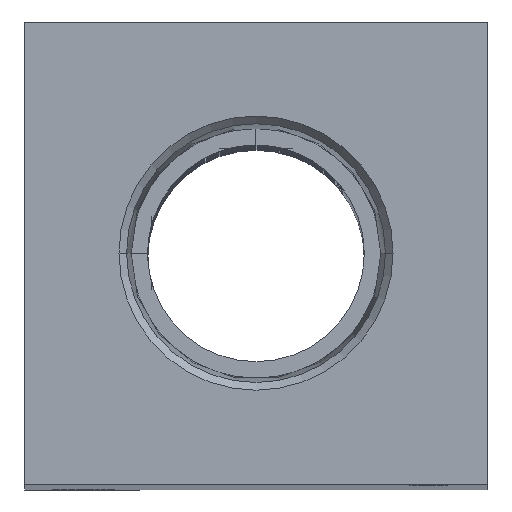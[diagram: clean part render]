
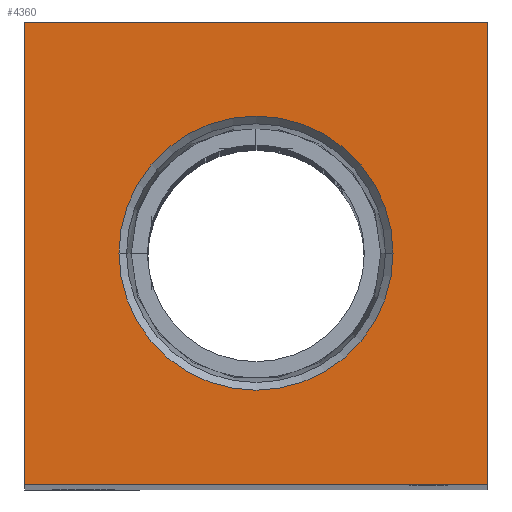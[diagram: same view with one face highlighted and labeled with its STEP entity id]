
A CAD part, top view. The second image highlights one B-rep face of the part: STEP entity #4360.
In plain terms, the highlighted planar face has unit normal (0, 0, 1).
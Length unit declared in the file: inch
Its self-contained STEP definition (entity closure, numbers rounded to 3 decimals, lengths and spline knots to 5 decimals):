
#156 = CARTESIAN_POINT ( 'NONE',  ( 0.75, 0.75, 5.375 ) ) ;
#371 = CIRCLE ( 'NONE', #4506, 0.44487 ) ;
#574 = VERTEX_POINT ( 'NONE', #1131 ) ;
#855 = VECTOR ( 'NONE', #5795, 39.37008 ) ;
#945 = VERTEX_POINT ( 'NONE', #156 ) ;
#1035 = CARTESIAN_POINT ( 'NONE',  ( 0., 0., 5.375 ) ) ;
#1047 = LINE ( 'NONE', #1447, #855 ) ;
#1131 = CARTESIAN_POINT ( 'NONE',  ( 0.75, -0.75, 5.375 ) ) ;
#1447 = CARTESIAN_POINT ( 'NONE',  ( 0.75, -0.75, 5.375 ) ) ;
#1658 = DIRECTION ( 'NONE',  ( 1., 0., 0. ) ) ;
#1710 = EDGE_CURVE ( 'NONE', #4934, #3407, #371, .T. ) ;
#1754 = FACE_BOUND ( 'NONE', #6140, .T. ) ;
#1819 = EDGE_CURVE ( 'NONE', #945, #6012, #4764, .T. ) ;
#1824 = VECTOR ( 'NONE', #4126, 39.37008 ) ;
#1879 = ORIENTED_EDGE ( 'NONE', *, *, #5931, .T. ) ;
#1999 = CARTESIAN_POINT ( 'NONE',  ( -0.75, -0.75, 5.375 ) ) ;
#2051 = EDGE_CURVE ( 'NONE', #6012, #2944, #5234, .T. ) ;
#2079 = CARTESIAN_POINT ( 'NONE',  ( 0.75, -0.75, 5.375 ) ) ;
#2644 = EDGE_CURVE ( 'NONE', #2944, #574, #1047, .T. ) ;
#2944 = VERTEX_POINT ( 'NONE', #1999 ) ;
#3264 = CARTESIAN_POINT ( 'NONE',  ( -0.44487, 0., 5.375 ) ) ;
#3265 = ORIENTED_EDGE ( 'NONE', *, *, #1819, .T. ) ;
#3380 = EDGE_LOOP ( 'NONE', ( #6748, #6444, #1879, #3265 ) ) ;
#3407 = VERTEX_POINT ( 'NONE', #3745 ) ;
#3526 = DIRECTION ( 'NONE',  ( 1., 0., 0. ) ) ;
#3605 = CIRCLE ( 'NONE', #6647, 0.44487 ) ;
#3612 = VECTOR ( 'NONE', #6466, 39.37008 ) ;
#3745 = CARTESIAN_POINT ( 'NONE',  ( 0.44487, 0., 5.375 ) ) ;
#4021 = CARTESIAN_POINT ( 'NONE',  ( -0.75, 0.75, 5.375 ) ) ;
#4115 = CARTESIAN_POINT ( 'NONE',  ( 0.75, 0.75, 5.375 ) ) ;
#4126 = DIRECTION ( 'NONE',  ( -1., 0., 0. ) ) ;
#4360 = ADVANCED_FACE ( 'NONE', ( #1754, #6303 ), #6525, .T. ) ;
#4499 = LINE ( 'NONE', #2079, #4688 ) ;
#4506 = AXIS2_PLACEMENT_3D ( 'NONE', #6690, #6668, #6638 ) ;
#4688 = VECTOR ( 'NONE', #5790, 39.37008 ) ;
#4764 = LINE ( 'NONE', #4115, #1824 ) ;
#4934 = VERTEX_POINT ( 'NONE', #3264 ) ;
#5234 = LINE ( 'NONE', #6496, #3612 ) ;
#5283 = ORIENTED_EDGE ( 'NONE', *, *, #7639, .F. ) ;
#5340 = CARTESIAN_POINT ( 'NONE',  ( 0., 0., 5.375 ) ) ;
#5390 = DIRECTION ( 'NONE',  ( 0., 0., 1. ) ) ;
#5590 = ORIENTED_EDGE ( 'NONE', *, *, #1710, .F. ) ;
#5790 = DIRECTION ( 'NONE',  ( 0., 1., 0. ) ) ;
#5795 = DIRECTION ( 'NONE',  ( 1., 0., 0. ) ) ;
#5931 = EDGE_CURVE ( 'NONE', #574, #945, #4499, .T. ) ;
#6012 = VERTEX_POINT ( 'NONE', #4021 ) ;
#6140 = EDGE_LOOP ( 'NONE', ( #5283, #5590 ) ) ;
#6303 = FACE_OUTER_BOUND ( 'NONE', #3380, .T. ) ;
#6444 = ORIENTED_EDGE ( 'NONE', *, *, #2644, .T. ) ;
#6466 = DIRECTION ( 'NONE',  ( 0., -1., 0. ) ) ;
#6496 = CARTESIAN_POINT ( 'NONE',  ( -0.75, -0.75, 5.375 ) ) ;
#6525 = PLANE ( 'NONE',  #7275 ) ;
#6638 = DIRECTION ( 'NONE',  ( 1., 0., 0. ) ) ;
#6647 = AXIS2_PLACEMENT_3D ( 'NONE', #1035, #5390, #1658 ) ;
#6668 = DIRECTION ( 'NONE',  ( 0., 0., 1. ) ) ;
#6690 = CARTESIAN_POINT ( 'NONE',  ( 0., 0., 5.375 ) ) ;
#6748 = ORIENTED_EDGE ( 'NONE', *, *, #2051, .T. ) ;
#7118 = DIRECTION ( 'NONE',  ( 0., 0., 1. ) ) ;
#7275 = AXIS2_PLACEMENT_3D ( 'NONE', #5340, #7118, #3526 ) ;
#7639 = EDGE_CURVE ( 'NONE', #3407, #4934, #3605, .T. ) ;
